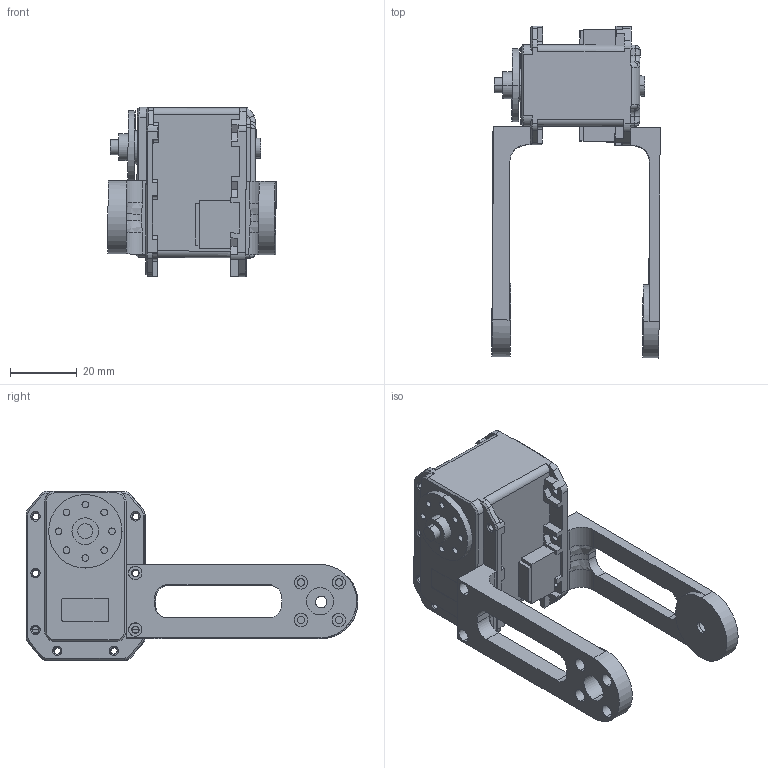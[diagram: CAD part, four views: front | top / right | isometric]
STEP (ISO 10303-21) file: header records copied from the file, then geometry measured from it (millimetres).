
FILE_DESCRIPTION (( 'STEP AP203' ), '1' );
FILE_NAME ('Perna4_Valor predeterminado_sldprt.STEP', '2021-09-18T22:57:11', ( '' ), ( '' ), 'SwSTEP 2.0', 'SolidWorks 2020', '' );
FILE_SCHEMA (( 'CONFIG_CONTROL_DESIGN' ));
Length unit declared in the file: millimetre
Products named in the file (1): Perna4_Valor predeterminado_sldprt
Bounding box: 50.48 x 99.52 x 50.78 mm (x, y, z)
Volume: 54151.2 mm3; surface area: 19447.3 mm2
Topology: 3 solids, 3 shells, 494 faces, 1307 edges, 836 vertices
Faces by surface type: plane 240, cylinder 200, cone 36, bspline 12, torus 6
Entity records: 16449 total; most frequent: CARTESIAN_POINT 3825, DIRECTION 2623, ORIENTED_EDGE 2614, EDGE_CURVE 1307, AXIS2_PLACEMENT_3D 913, VERTEX_POINT 836, VECTOR 797, LINE 797
